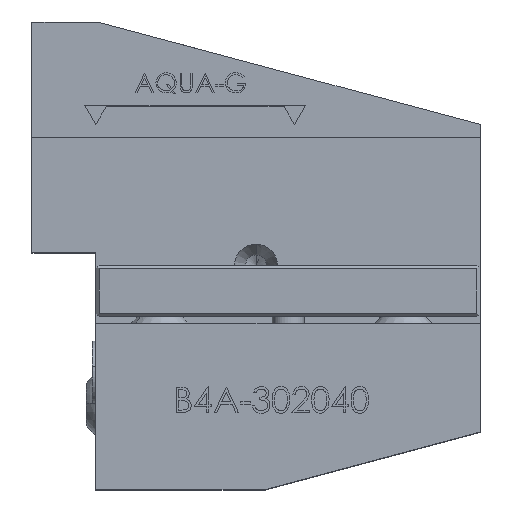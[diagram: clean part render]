
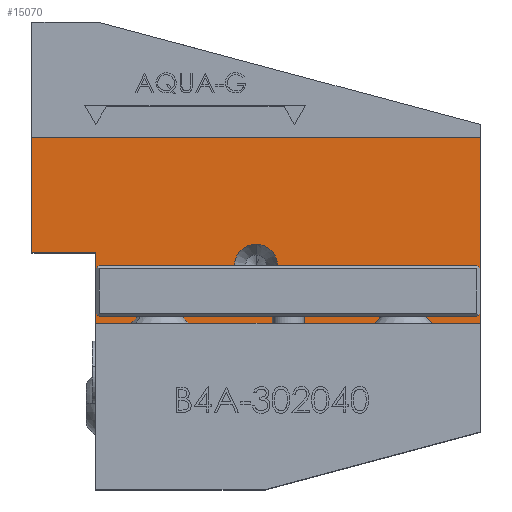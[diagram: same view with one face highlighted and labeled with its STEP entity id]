
A CAD part, top view. The second image highlights one B-rep face of the part: STEP entity #15070.
In plain terms, the highlighted planar face has unit normal (0, 0, 1).
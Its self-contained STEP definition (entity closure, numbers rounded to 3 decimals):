
#178 = VECTOR ( 'NONE', #869, 1000. ) ;
#185 = VECTOR ( 'NONE', #6347, 1000. ) ;
#195 = VERTEX_POINT ( 'NONE', #5785 ) ;
#336 = DIRECTION ( 'NONE',  ( 1., 0., 0. ) ) ;
#869 = DIRECTION ( 'NONE',  ( 1., 0., 0. ) ) ;
#1251 = CARTESIAN_POINT ( 'NONE',  ( -76.997, 12.907, 39.765 ) ) ;
#1291 = VERTEX_POINT ( 'NONE', #1251 ) ;
#1683 = CIRCLE ( 'NONE', #2840, 3.35 ) ;
#1722 = ORIENTED_EDGE ( 'NONE', *, *, #5886, .T. ) ;
#1809 = CARTESIAN_POINT ( 'NONE',  ( -66.997, 31.212, 39.765 ) ) ;
#2306 = DIRECTION ( 'NONE',  ( 0., 0., -1. ) ) ;
#2840 = AXIS2_PLACEMENT_3D ( 'NONE', #11337, #10147, #7663 ) ;
#2860 = VERTEX_POINT ( 'NONE', #6329 ) ;
#2880 = ORIENTED_EDGE ( 'NONE', *, *, #7102, .T. ) ;
#3129 = EDGE_CURVE ( 'NONE', #4536, #9272, #5012, .T. ) ;
#3159 = VECTOR ( 'NONE', #13563, 1000. ) ;
#3388 = DIRECTION ( 'NONE',  ( 0., 1., 0. ) ) ;
#3416 = LINE ( 'NONE', #4721, #178 ) ;
#3422 = LINE ( 'NONE', #16545, #185 ) ;
#3963 = VERTEX_POINT ( 'NONE', #16576 ) ;
#4536 = VERTEX_POINT ( 'NONE', #7985 ) ;
#4721 = CARTESIAN_POINT ( 'NONE',  ( -76.997, 31.212, 39.765 ) ) ;
#5012 = CIRCLE ( 'NONE', #7900, 3.35 ) ;
#5313 = CARTESIAN_POINT ( 'NONE',  ( -6.997, 31.212, 39.765 ) ) ;
#5351 = CARTESIAN_POINT ( 'NONE',  ( -76.997, 31.212, 39.765 ) ) ;
#5477 = LINE ( 'NONE', #5313, #13723 ) ;
#5562 = ORIENTED_EDGE ( 'NONE', *, *, #10012, .F. ) ;
#5785 = CARTESIAN_POINT ( 'NONE',  ( -6.997, 31.212, 39.765 ) ) ;
#5827 = ORIENTED_EDGE ( 'NONE', *, *, #3129, .T. ) ;
#5886 = EDGE_CURVE ( 'NONE', #15792, #2860, #15998, .T. ) ;
#6329 = CARTESIAN_POINT ( 'NONE',  ( -6.997, 1.602, 39.765 ) ) ;
#6347 = DIRECTION ( 'NONE',  ( 0., 1., 0. ) ) ;
#6830 = FACE_BOUND ( 'NONE', #8630, .T. ) ;
#7095 = ORIENTED_EDGE ( 'NONE', *, *, #13535, .T. ) ;
#7102 = EDGE_CURVE ( 'NONE', #9272, #4536, #1683, .T. ) ;
#7578 = PLANE ( 'NONE',  #10856 ) ;
#7633 = DIRECTION ( 'NONE',  ( 0., 0., -1. ) ) ;
#7663 = DIRECTION ( 'NONE',  ( 0., 1., 0. ) ) ;
#7800 = CARTESIAN_POINT ( 'NONE',  ( -76.997, 12.907, 39.765 ) ) ;
#7900 = AXIS2_PLACEMENT_3D ( 'NONE', #9885, #2306, #3388 ) ;
#7985 = CARTESIAN_POINT ( 'NONE',  ( -41.997, 7.557, 39.765 ) ) ;
#8630 = EDGE_LOOP ( 'NONE', ( #2880, #5827 ) ) ;
#9111 = CARTESIAN_POINT ( 'NONE',  ( -41.997, 14.257, 39.765 ) ) ;
#9272 = VERTEX_POINT ( 'NONE', #9111 ) ;
#9885 = CARTESIAN_POINT ( 'NONE',  ( -41.997, 10.907, 39.765 ) ) ;
#10012 = EDGE_CURVE ( 'NONE', #16164, #195, #3416, .T. ) ;
#10147 = DIRECTION ( 'NONE',  ( 0., 0., -1. ) ) ;
#10856 = AXIS2_PLACEMENT_3D ( 'NONE', #14100, #7633, #16659 ) ;
#10967 = EDGE_LOOP ( 'NONE', ( #14991, #15236, #14906, #1722, #7095, #5562 ) ) ;
#11133 = CARTESIAN_POINT ( 'NONE',  ( -66.997, 1.602, 39.765 ) ) ;
#11337 = CARTESIAN_POINT ( 'NONE',  ( -41.997, 10.907, 39.765 ) ) ;
#11609 = LINE ( 'NONE', #1809, #3159 ) ;
#11796 = EDGE_CURVE ( 'NONE', #3963, #15792, #11609, .T. ) ;
#12186 = VECTOR ( 'NONE', #15777, 1000. ) ;
#12347 = VECTOR ( 'NONE', #336, 1000. ) ;
#12678 = EDGE_CURVE ( 'NONE', #1291, #3963, #13001, .T. ) ;
#12879 = FACE_OUTER_BOUND ( 'NONE', #10967, .T. ) ;
#13001 = LINE ( 'NONE', #7800, #12186 ) ;
#13535 = EDGE_CURVE ( 'NONE', #2860, #195, #5477, .T. ) ;
#13563 = DIRECTION ( 'NONE',  ( 0., -1., 0. ) ) ;
#13723 = VECTOR ( 'NONE', #14342, 1000. ) ;
#14100 = CARTESIAN_POINT ( 'NONE',  ( -76.997, 31.212, 39.765 ) ) ;
#14342 = DIRECTION ( 'NONE',  ( 0., 1., 0. ) ) ;
#14906 = ORIENTED_EDGE ( 'NONE', *, *, #11796, .T. ) ;
#14991 = ORIENTED_EDGE ( 'NONE', *, *, #15062, .F. ) ;
#15062 = EDGE_CURVE ( 'NONE', #1291, #16164, #3422, .T. ) ;
#15070 = ADVANCED_FACE ( 'NONE', ( #6830, #12879 ), #7578, .F. ) ;
#15236 = ORIENTED_EDGE ( 'NONE', *, *, #12678, .T. ) ;
#15777 = DIRECTION ( 'NONE',  ( 1., 0., 0. ) ) ;
#15792 = VERTEX_POINT ( 'NONE', #11133 ) ;
#15833 = CARTESIAN_POINT ( 'NONE',  ( -76.997, 1.602, 39.765 ) ) ;
#15998 = LINE ( 'NONE', #15833, #12347 ) ;
#16164 = VERTEX_POINT ( 'NONE', #5351 ) ;
#16545 = CARTESIAN_POINT ( 'NONE',  ( -76.997, 31.212, 39.765 ) ) ;
#16576 = CARTESIAN_POINT ( 'NONE',  ( -66.997, 12.907, 39.765 ) ) ;
#16659 = DIRECTION ( 'NONE',  ( -1., 0., 0. ) ) ;
